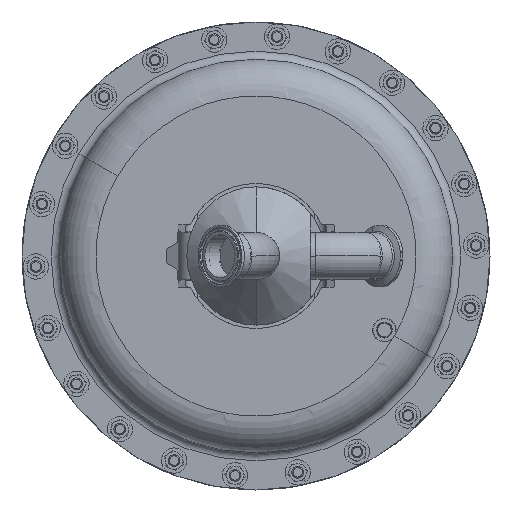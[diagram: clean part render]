
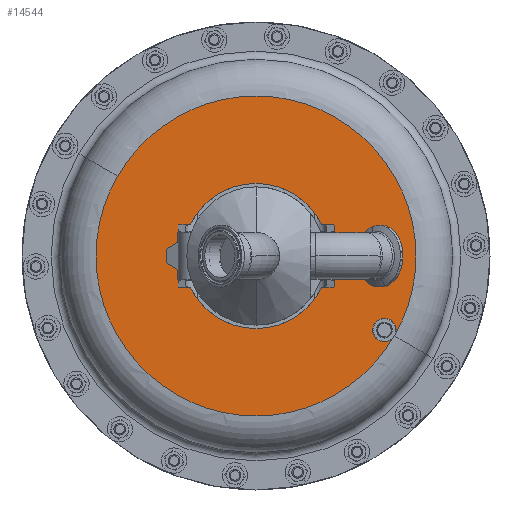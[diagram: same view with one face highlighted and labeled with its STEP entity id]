
A CAD part, front view. The second image highlights one B-rep face of the part: STEP entity #14544.
In plain terms, the highlighted planar face has unit normal (0, -1, 0).
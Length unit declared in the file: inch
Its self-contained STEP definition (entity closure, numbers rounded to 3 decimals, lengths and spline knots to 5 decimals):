
#306 = EDGE_CURVE ( 'NONE', #26282, #41071, #24552, .T. ) ;
#423 = CARTESIAN_POINT ( 'NONE',  ( 4.11362, 9.66, -2.375 ) ) ;
#950 = AXIS2_PLACEMENT_3D ( 'NONE', #38406, #15393, #46290 ) ;
#1100 = CARTESIAN_POINT ( 'NONE',  ( 0., 9.66, 0. ) ) ;
#1963 = AXIS2_PLACEMENT_3D ( 'NONE', #28790, #36790, #10222 ) ;
#3550 = EDGE_CURVE ( 'NONE', #26282, #21127, #4505, .T. ) ;
#3914 = VERTEX_POINT ( 'NONE', #18166 ) ;
#4326 = EDGE_CURVE ( 'NONE', #29021, #26282, #33798, .T. ) ;
#4505 = CIRCLE ( 'NONE', #950, 0.375 ) ;
#5073 = DIRECTION ( 'NONE',  ( 0., -1., 0. ) ) ;
#5570 = EDGE_LOOP ( 'NONE', ( #38020, #29795, #31199, #9193, #44919 ) ) ;
#5604 = FACE_OUTER_BOUND ( 'NONE', #5570, .T. ) ;
#6182 = PLANE ( 'NONE',  #1963 ) ;
#8781 = CARTESIAN_POINT ( 'NONE',  ( 0., 9.66, 0. ) ) ;
#9193 = ORIENTED_EDGE ( 'NONE', *, *, #4326, .T. ) ;
#10222 = DIRECTION ( 'NONE',  ( -0.866, 0., 0.5 ) ) ;
#10727 = DIRECTION ( 'NONE',  ( 0., 1., 0. ) ) ;
#12668 = DIRECTION ( 'NONE',  ( 0.866, 0., -0.5 ) ) ;
#13042 = EDGE_CURVE ( 'NONE', #41071, #26282, #35264, .T. ) ;
#14544 = ADVANCED_FACE ( 'NONE', ( #25140, #5604 ), #6182, .T. ) ;
#14571 = CARTESIAN_POINT ( 'NONE',  ( 4.43838, 9.66, -2.5625 ) ) ;
#14931 = DIRECTION ( 'NONE',  ( 0., 0., -1. ) ) ;
#15393 = DIRECTION ( 'NONE',  ( 0., 1., 0. ) ) ;
#15516 = CARTESIAN_POINT ( 'NONE',  ( 4.13428, 9.66, -2.74943 ) ) ;
#15825 = CIRCLE ( 'NONE', #38197, 2.325 ) ;
#16387 = AXIS2_PLACEMENT_3D ( 'NONE', #1100, #20357, #12668 ) ;
#18083 = DIRECTION ( 'NONE',  ( 0.866, 0., -0.5 ) ) ;
#18166 = CARTESIAN_POINT ( 'NONE',  ( 0., 9.66, 2.325 ) ) ;
#18228 = EDGE_LOOP ( 'NONE', ( #29234, #43370 ) ) ;
#18409 = CARTESIAN_POINT ( 'NONE',  ( 0., 9.66, 0. ) ) ;
#18442 = DIRECTION ( 'NONE',  ( 0., 1., 0. ) ) ;
#18588 = DIRECTION ( 'NONE',  ( 0., -1., 0. ) ) ;
#19513 = DIRECTION ( 'NONE',  ( 0., 1., 0. ) ) ;
#20173 = VERTEX_POINT ( 'NONE', #42666 ) ;
#20357 = DIRECTION ( 'NONE',  ( 0., 1., 0. ) ) ;
#21127 = VERTEX_POINT ( 'NONE', #15516 ) ;
#22112 = EDGE_CURVE ( 'NONE', #20173, #3914, #15825, .T. ) ;
#23009 = DIRECTION ( 'NONE',  ( 0.055, 0., -0.998 ) ) ;
#23168 = CARTESIAN_POINT ( 'NONE',  ( -4.43838, 9.66, 2.5625 ) ) ;
#24144 = DIRECTION ( 'NONE',  ( 0., 0., -1. ) ) ;
#24552 = CIRCLE ( 'NONE', #39948, 5.125 ) ;
#25140 = FACE_BOUND ( 'NONE', #18228, .T. ) ;
#25910 = CARTESIAN_POINT ( 'NONE',  ( 4.09296, 9.66, -2.00057 ) ) ;
#26282 = VERTEX_POINT ( 'NONE', #14571 ) ;
#28790 = CARTESIAN_POINT ( 'NONE',  ( -2.5625, 9.66, -4.43838 ) ) ;
#29021 = VERTEX_POINT ( 'NONE', #25910 ) ;
#29234 = ORIENTED_EDGE ( 'NONE', *, *, #22112, .F. ) ;
#29795 = ORIENTED_EDGE ( 'NONE', *, *, #3550, .T. ) ;
#30138 = EDGE_CURVE ( 'NONE', #3914, #20173, #46540, .T. ) ;
#31199 = ORIENTED_EDGE ( 'NONE', *, *, #41052, .T. ) ;
#32899 = AXIS2_PLACEMENT_3D ( 'NONE', #423, #19513, #23009 ) ;
#33798 = CIRCLE ( 'NONE', #47741, 0.375 ) ;
#35264 = CIRCLE ( 'NONE', #16387, 5.125 ) ;
#36790 = DIRECTION ( 'NONE',  ( 0., -1., 0. ) ) ;
#38020 = ORIENTED_EDGE ( 'NONE', *, *, #306, .F. ) ;
#38197 = AXIS2_PLACEMENT_3D ( 'NONE', #8781, #5073, #24144 ) ;
#38406 = CARTESIAN_POINT ( 'NONE',  ( 4.11362, 9.66, -2.375 ) ) ;
#38883 = CIRCLE ( 'NONE', #32899, 0.375 ) ;
#39948 = AXIS2_PLACEMENT_3D ( 'NONE', #18409, #10727, #18083 ) ;
#41052 = EDGE_CURVE ( 'NONE', #21127, #29021, #38883, .T. ) ;
#41071 = VERTEX_POINT ( 'NONE', #23168 ) ;
#41322 = CARTESIAN_POINT ( 'NONE',  ( 4.11362, 9.66, -2.375 ) ) ;
#41472 = DIRECTION ( 'NONE',  ( 0.055, 0., -0.998 ) ) ;
#42666 = CARTESIAN_POINT ( 'NONE',  ( 0., 9.66, -2.325 ) ) ;
#43370 = ORIENTED_EDGE ( 'NONE', *, *, #30138, .F. ) ;
#43811 = AXIS2_PLACEMENT_3D ( 'NONE', #49286, #18588, #14931 ) ;
#44919 = ORIENTED_EDGE ( 'NONE', *, *, #13042, .F. ) ;
#46290 = DIRECTION ( 'NONE',  ( 0.055, 0., -0.998 ) ) ;
#46540 = CIRCLE ( 'NONE', #43811, 2.325 ) ;
#47741 = AXIS2_PLACEMENT_3D ( 'NONE', #41322, #18442, #41472 ) ;
#49286 = CARTESIAN_POINT ( 'NONE',  ( 0., 9.66, 0. ) ) ;
